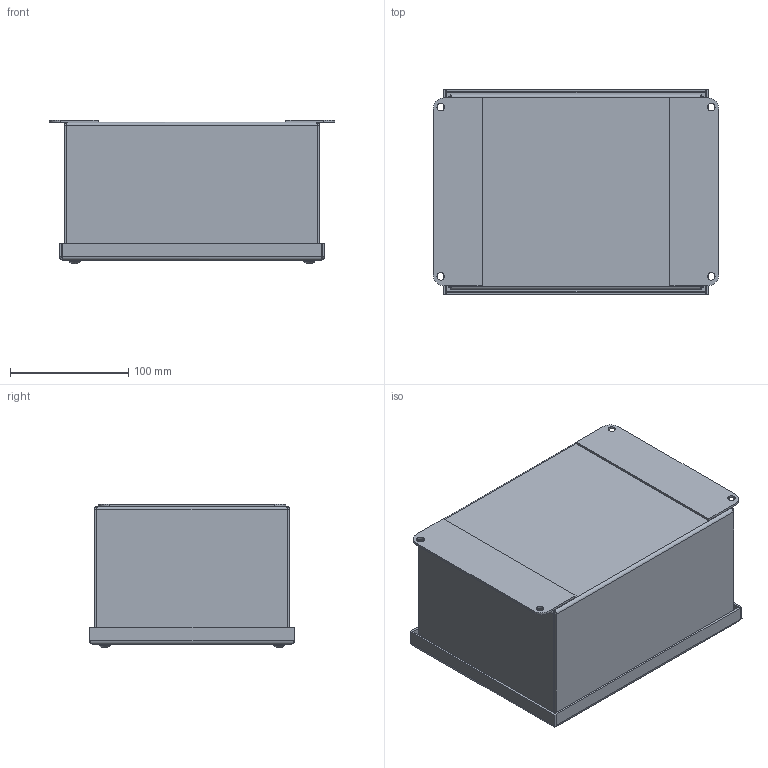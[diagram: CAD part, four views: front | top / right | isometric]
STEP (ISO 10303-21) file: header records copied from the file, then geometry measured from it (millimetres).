
FILE_DESCRIPTION(/* description */ ('8.50X6.50X4.25 TUB'),/* implementation_level */ '2;1');
FILE_NAME(/* name */ 'PBGX9.stp',/* time_stamp */ '2017-01-30T17:15:55+06:00',/* author */ ('mgunasekar'),/* organization */ (''),/* preprocessor_version */ 'ST-DEVELOPER v16.1',/* originating_system */ 'Autodesk Inventor 2016',/* authorisation */ '');
FILE_SCHEMA (('AUTOMOTIVE_DESIGN { 1 0 10303 214 3 1 1 }'));
Length unit declared in the file: inch
Products named in the file (12): PBGX9BKP; 34984; 3285; 3185; 31817; 3694; 34819; 38837; PBGX9LID; 39077; 372163; PBGX9
Assembly tree (23 placements, depth 2):
  PBGX9
    PBGX9BKP
    34984  x4
    3285  x2
    3185
    31817
    3694
    34819  x2
    38837  x2
    PBGX9LID
    39077  x4
    372163  x4
Bounding box: 241.3 x 172.97 x 121.56 mm (x, y, z)
Volume: 337792.4 mm3; surface area: 371443.8 mm2
Topology: 23 solids, 23 shells, 725 faces, 1856 edges, 1190 vertices
Faces by surface type: plane 447, cylinder 164, cone 66, torus 24, bspline 20, sphere 4
Full cylindrical faces by diameter (mm): 3.175 x1, 3.556 x2, 3.962 x4, 4.826 x6, 4.978 x4, 6.299 x4, 6.35 x7, 6.528 x4, 7.061 x4, 7.137 x4, 9.474 x4, 10.312 x4, 11.506 x4
Entity records: 15366 total; most frequent: CARTESIAN_POINT 3397, ORIENTED_EDGE 2344, DIRECTION 2323, EDGE_CURVE 1172, LINE 821, VECTOR 821, VERTEX_POINT 759, AXIS2_PLACEMENT_3D 751
